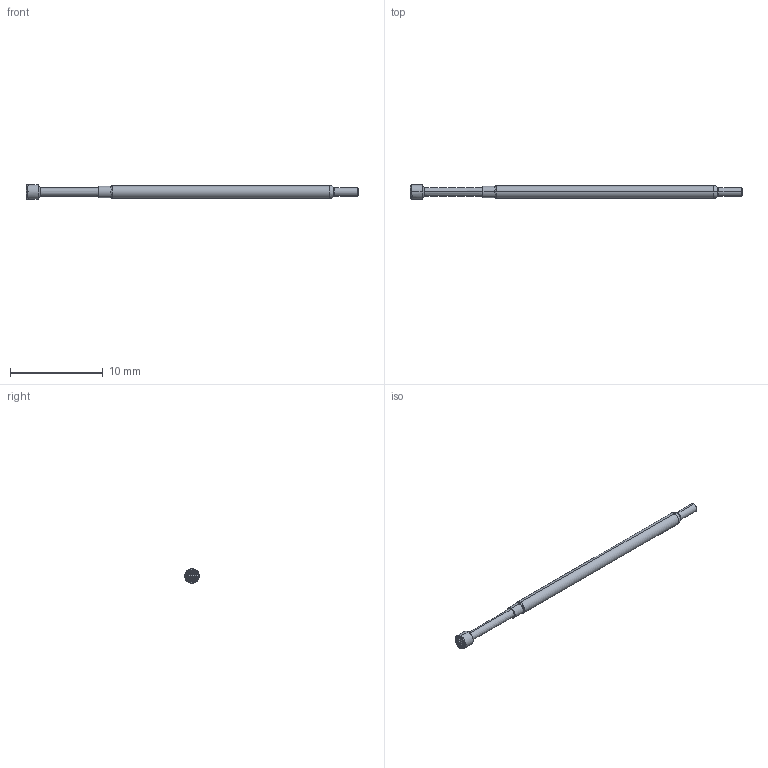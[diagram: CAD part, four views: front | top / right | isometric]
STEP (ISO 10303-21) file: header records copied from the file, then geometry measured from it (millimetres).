
FILE_DESCRIPTION (( 'STEP AP214' ), '1' );
FILE_NAME ('X75-PRP2559_.STEP', '2016-04-12T16:41:41', ( 'spare' ), ( '' ), 'SwSTEP 2.0', 'SolidWorks 2016', '' );
FILE_SCHEMA (( 'AUTOMOTIVE_DESIGN' ));
Length unit declared in the file: inch
Products named in the file (1): X75-PRP2559_
Bounding box: 35.81 x 1.57 x 1.57 mm (x, y, z)
Volume: 45.4 mm3; surface area: 145.9 mm2
Topology: 1 solids, 1 shells, 629 faces, 1280 edges, 654 vertices
Faces by surface type: bspline 360, plane 243, cone 10, cylinder 8, torus 8
Entity records: 27880 total; most frequent: CARTESIAN_POINT 9347, ORIENTED_EDGE 2560, DIRECTION 1350, EDGE_CURVE 1280, LINE 738, VECTOR 738, VERTEX_POINT 654, UNCERTAINTY_MEASURE_WITH_UNIT 632
